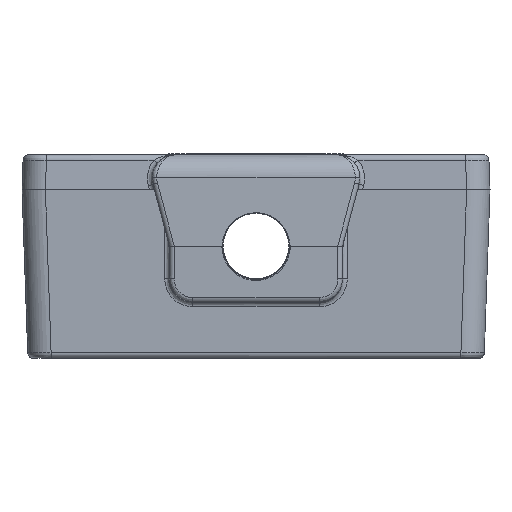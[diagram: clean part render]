
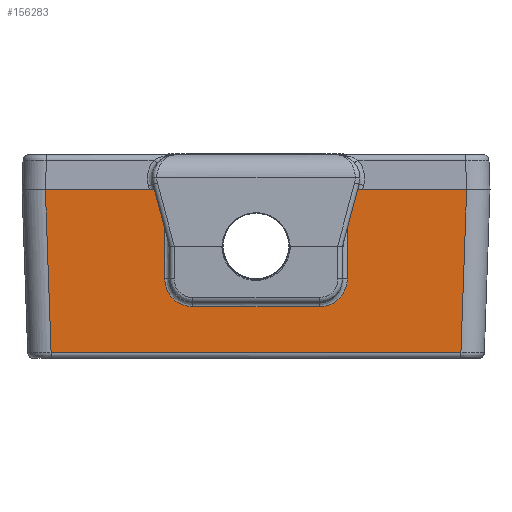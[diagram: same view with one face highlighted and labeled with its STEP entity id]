
A CAD part, left-side view. The second image highlights one B-rep face of the part: STEP entity #156283.
In plain terms, the highlighted planar face has unit normal (-1, 0, -0.018).
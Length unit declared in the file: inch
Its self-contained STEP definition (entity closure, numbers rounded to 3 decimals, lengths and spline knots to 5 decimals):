
#2048 = EDGE_CURVE ( 'NONE', #227462, #122159, #120154, .T. ) ;
#2348 = CARTESIAN_POINT ( 'NONE',  ( -2.2654, 0.46861, -0.12763 ) ) ;
#6782 = VERTEX_POINT ( 'NONE', #243862 ) ;
#22291 = DIRECTION ( 'NONE',  ( 0., -1., 0. ) ) ;
#24627 = CARTESIAN_POINT ( 'NONE',  ( -2.26443, 0.41305, -0.18314 ) ) ;
#26112 = CARTESIAN_POINT ( 'NONE',  ( -2.2641, -1.375, -0.20206 ) ) ;
#27397 = DIRECTION ( 'NONE',  ( 0., -1., 0. ) ) ;
#29179 = CARTESIAN_POINT ( 'NONE',  ( -2.275, -1.125, 0.4225 ) ) ;
#30331 = VERTEX_POINT ( 'NONE', #97461 ) ;
#36327 = DIRECTION ( 'NONE',  ( 0., -1., 0. ) ) ;
#37039 = VECTOR ( 'NONE', #36327, 39.37008 ) ;
#39166 = CARTESIAN_POINT ( 'NONE',  ( -2.26511, 0.45743, -0.14423 ) ) ;
#40970 = ORIENTED_EDGE ( 'NONE', *, *, #252013, .F. ) ;
#43834 = B_SPLINE_CURVE_WITH_KNOTS ( 'NONE', 3,
 ( #229361, #54615, #70436, #191135, #252899, #73030, #49442, #153135, #209590, #134751 ),
 .UNSPECIFIED., .F., .F.,
 ( 4, 2, 2, 2, 4 ),
 ( 0., 0.25, 0.5, 0.75, 1. ),
 .UNSPECIFIED. ) ;
#44331 = CARTESIAN_POINT ( 'NONE',  ( -2.26417, 0.37676, -0.19816 ) ) ;
#46381 = EDGE_CURVE ( 'NONE', #253862, #183430, #228336, .T. ) ;
#47369 = DIRECTION ( 'NONE',  ( -0.017, 0.035, 0.999 ) ) ;
#47372 = VERTEX_POINT ( 'NONE', #84456 ) ;
#48204 = VECTOR ( 'NONE', #27397, 39.37008 ) ;
#49004 = CARTESIAN_POINT ( 'NONE',  ( -2.275, 0.4875, 0.4225 ) ) ;
#49442 = CARTESIAN_POINT ( 'NONE',  ( -2.2654, -0.46858, -0.12761 ) ) ;
#54136 = VERTEX_POINT ( 'NONE', #29179 ) ;
#54615 = CARTESIAN_POINT ( 'NONE',  ( -2.2641, -0.35714, -0.20203 ) ) ;
#55729 = EDGE_CURVE ( 'NONE', #30331, #227462, #120911, .T. ) ;
#65046 = EDGE_CURVE ( 'NONE', #47372, #6782, #198969, .T. ) ;
#67104 = PLANE ( 'NONE',  #161562 ) ;
#70436 = CARTESIAN_POINT ( 'NONE',  ( -2.26417, -0.37677, -0.19816 ) ) ;
#73030 = CARTESIAN_POINT ( 'NONE',  ( -2.26511, -0.45745, -0.14424 ) ) ;
#78850 = CARTESIAN_POINT ( 'NONE',  ( -2.275, -1.375, 0.4225 ) ) ;
#79867 = CARTESIAN_POINT ( 'NONE',  ( -2.26672, 0.4875, -0.05206 ) ) ;
#80847 = CARTESIAN_POINT ( 'NONE',  ( -2.25977, 1.0946, -0.44802 ) ) ;
#81538 = CARTESIAN_POINT ( 'NONE',  ( -2.2641, -0.3375, -0.20206 ) ) ;
#84381 = CARTESIAN_POINT ( 'NONE',  ( -2.2641, 0.3375, -0.20206 ) ) ;
#84456 = CARTESIAN_POINT ( 'NONE',  ( -2.26672, -0.4875, -0.05206 ) ) ;
#84963 = CARTESIAN_POINT ( 'NONE',  ( -2.2641, 0.35713, -0.20207 ) ) ;
#91271 = EDGE_CURVE ( 'NONE', #152216, #106705, #91607, .T. ) ;
#91607 = LINE ( 'NONE', #249215, #115215 ) ;
#94133 = CARTESIAN_POINT ( 'NONE',  ( -2.275, -1.375, 0.4225 ) ) ;
#94588 = CARTESIAN_POINT ( 'NONE',  ( -2.25161, 0.4875, -0.91765 ) ) ;
#97461 = CARTESIAN_POINT ( 'NONE',  ( -2.275, 1.125, 0.4225 ) ) ;
#101777 = CARTESIAN_POINT ( 'NONE',  ( -2.25161, -0.4875, -0.91765 ) ) ;
#104407 = DIRECTION ( 'NONE',  ( -0.017, 0., 1. ) ) ;
#106526 = DIRECTION ( 'NONE',  ( 0.017, 0., -1. ) ) ;
#106705 = VERTEX_POINT ( 'NONE', #80847 ) ;
#108222 = ORIENTED_EDGE ( 'NONE', *, *, #125429, .F. ) ;
#113425 = VECTOR ( 'NONE', #47369, 39.37008 ) ;
#114324 = DIRECTION ( 'NONE',  ( 0.017, 0., -1. ) ) ;
#114446 = LINE ( 'NONE', #233953, #199901 ) ;
#115215 = VECTOR ( 'NONE', #208509, 39.37008 ) ;
#120154 = LINE ( 'NONE', #94588, #246125 ) ;
#120911 = LINE ( 'NONE', #78850, #235572 ) ;
#122159 = VERTEX_POINT ( 'NONE', #192822 ) ;
#125429 = EDGE_CURVE ( 'NONE', #54136, #152216, #114446, .T. ) ;
#126570 = EDGE_CURVE ( 'NONE', #6782, #54136, #179365, .T. ) ;
#134751 = CARTESIAN_POINT ( 'NONE',  ( -2.26672, -0.4875, -0.05206 ) ) ;
#135868 = EDGE_CURVE ( 'NONE', #122159, #253862, #256883, .T. ) ;
#146235 = ORIENTED_EDGE ( 'NONE', *, *, #65046, .F. ) ;
#148536 = CARTESIAN_POINT ( 'NONE',  ( -2.25161, -1.375, -0.91765 ) ) ;
#152216 = VERTEX_POINT ( 'NONE', #169260 ) ;
#153135 = CARTESIAN_POINT ( 'NONE',  ( -2.26603, -0.4836, -0.09132 ) ) ;
#156283 = ADVANCED_FACE ( 'NONE', ( #229934 ), #67104, .F. ) ;
#157248 = ORIENTED_EDGE ( 'NONE', *, *, #2048, .F. ) ;
#161562 = AXIS2_PLACEMENT_3D ( 'NONE', #148536, #249594, #106526 ) ;
#165121 = CARTESIAN_POINT ( 'NONE',  ( -2.26462, 0.42968, -0.17202 ) ) ;
#169260 = CARTESIAN_POINT ( 'NONE',  ( -2.2598, -1.0946, -0.44802 ) ) ;
#169450 = CARTESIAN_POINT ( 'NONE',  ( -2.2598, 1.0946, -0.44802 ) ) ;
#179365 = LINE ( 'NONE', #94133, #37039 ) ;
#181024 = ORIENTED_EDGE ( 'NONE', *, *, #91271, .F. ) ;
#182175 = CARTESIAN_POINT ( 'NONE',  ( -2.26603, 0.4836, -0.09133 ) ) ;
#183430 = VERTEX_POINT ( 'NONE', #81538 ) ;
#187380 = ORIENTED_EDGE ( 'NONE', *, *, #135868, .F. ) ;
#191135 = CARTESIAN_POINT ( 'NONE',  ( -2.26443, -0.41306, -0.18317 ) ) ;
#192822 = CARTESIAN_POINT ( 'NONE',  ( -2.26672, 0.4875, -0.05206 ) ) ;
#198969 = LINE ( 'NONE', #101777, #259689 ) ;
#199901 = VECTOR ( 'NONE', #210308, 39.37008 ) ;
#201379 = ORIENTED_EDGE ( 'NONE', *, *, #55729, .F. ) ;
#203201 = CARTESIAN_POINT ( 'NONE',  ( -2.26637, 0.48746, -0.0717 ) ) ;
#206243 = LINE ( 'NONE', #169450, #113425 ) ;
#208509 = DIRECTION ( 'NONE',  ( 0., 1., 0. ) ) ;
#209590 = CARTESIAN_POINT ( 'NONE',  ( -2.26637, -0.4875, -0.0717 ) ) ;
#210308 = DIRECTION ( 'NONE',  ( 0.017, 0.035, -0.999 ) ) ;
#217027 = EDGE_CURVE ( 'NONE', #183430, #47372, #43834, .T. ) ;
#222535 = ORIENTED_EDGE ( 'NONE', *, *, #46381, .F. ) ;
#222937 = CARTESIAN_POINT ( 'NONE',  ( -2.2641, 0.3375, -0.20206 ) ) ;
#227462 = VERTEX_POINT ( 'NONE', #49004 ) ;
#228336 = LINE ( 'NONE', #26112, #48204 ) ;
#229361 = CARTESIAN_POINT ( 'NONE',  ( -2.2641, -0.3375, -0.20206 ) ) ;
#229934 = FACE_OUTER_BOUND ( 'NONE', #254758, .T. ) ;
#233953 = CARTESIAN_POINT ( 'NONE',  ( -2.25184, -1.07867, -0.90408 ) ) ;
#235572 = VECTOR ( 'NONE', #22291, 39.37008 ) ;
#235924 = ORIENTED_EDGE ( 'NONE', *, *, #126570, .F. ) ;
#236876 = ORIENTED_EDGE ( 'NONE', *, *, #217027, .F. ) ;
#243862 = CARTESIAN_POINT ( 'NONE',  ( -2.275, -0.4875, 0.4225 ) ) ;
#246125 = VECTOR ( 'NONE', #114324, 39.37008 ) ;
#249215 = CARTESIAN_POINT ( 'NONE',  ( -2.2598, -0.6875, -0.44802 ) ) ;
#249594 = DIRECTION ( 'NONE',  ( 1., 0., 0.017 ) ) ;
#252013 = EDGE_CURVE ( 'NONE', #106705, #30331, #206243, .T. ) ;
#252899 = CARTESIAN_POINT ( 'NONE',  ( -2.26462, -0.42967, -0.17199 ) ) ;
#253862 = VERTEX_POINT ( 'NONE', #84381 ) ;
#254758 = EDGE_LOOP ( 'NONE', ( #201379, #40970, #181024, #108222, #235924, #146235, #236876, #222535, #187380, #157248 ) ) ;
#256883 = B_SPLINE_CURVE_WITH_KNOTS ( 'NONE', 3,
 ( #79867, #203201, #182175, #2348, #39166, #165121, #24627, #44331, #84963, #222937 ),
 .UNSPECIFIED., .F., .F.,
 ( 4, 2, 2, 2, 4 ),
 ( 0., 0.25, 0.5, 0.75, 1. ),
 .UNSPECIFIED. ) ;
#259689 = VECTOR ( 'NONE', #104407, 39.37008 ) ;
